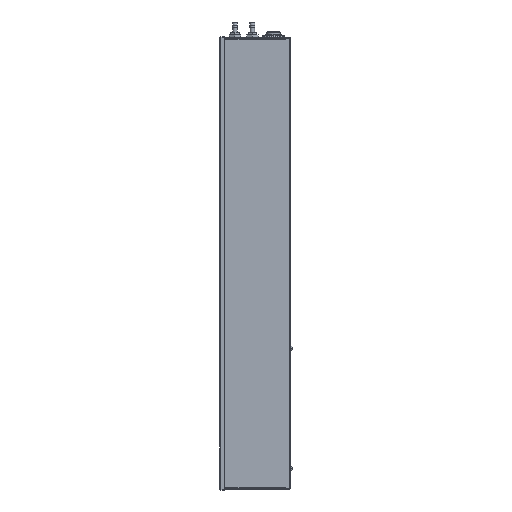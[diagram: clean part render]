
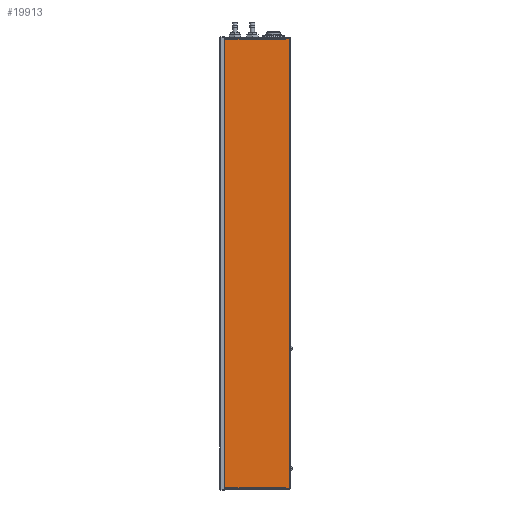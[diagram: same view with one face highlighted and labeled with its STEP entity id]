
A CAD part, left-side view. The second image highlights one B-rep face of the part: STEP entity #19913.
In plain terms, the highlighted planar face has unit normal (-1, 0, 0).
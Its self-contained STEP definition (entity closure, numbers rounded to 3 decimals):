
#4419=DIRECTION('',(0.,0.,1.));
#4420=VECTOR('',#4419,934.);
#4421=CARTESIAN_POINT('',(-131.,2.,-467.));
#4422=LINE('',#4421,#4420);
#4423=CARTESIAN_POINT('',(-131.,2.,467.));
#4443=DIRECTION('',(0.,-1.,0.));
#4444=VECTOR('',#4443,7.464);
#4445=CARTESIAN_POINT('',(-131.,142.,467.));
#4446=LINE('',#4445,#4444);
#4447=DIRECTION('',(0.,-0.259,-0.966));
#4448=VECTOR('',#4447,2.071);
#4449=CARTESIAN_POINT('',(-131.,134.536,467.));
#4450=LINE('',#4449,#4448);
#4451=DIRECTION('',(0.,-0.259,0.966));
#4452=VECTOR('',#4451,2.071);
#4453=CARTESIAN_POINT('',(-131.,10.,465.));
#4454=LINE('',#4453,#4452);
#4455=DIRECTION('',(0.,-1.,0.));
#4456=VECTOR('',#4455,7.464);
#4457=CARTESIAN_POINT('',(-131.,9.464,467.));
#4458=LINE('',#4457,#4456);
#4459=DIRECTION('',(0.,0.259,0.966));
#4460=VECTOR('',#4459,2.071);
#4461=CARTESIAN_POINT('',(-131.,9.464,-467.));
#4462=LINE('',#4461,#4460);
#4463=DIRECTION('',(0.,0.259,-0.966));
#4464=VECTOR('',#4463,2.071);
#4465=CARTESIAN_POINT('',(-131.,134.,-465.));
#4466=LINE('',#4465,#4464);
#4475=DIRECTION('',(0.,0.,-1.));
#4476=VECTOR('',#4475,467.);
#4477=CARTESIAN_POINT('',(-131.,142.,467.));
#4478=LINE('',#4477,#4476);
#4479=DIRECTION('',(0.,0.,-1.));
#4480=VECTOR('',#4479,467.);
#4481=CARTESIAN_POINT('',(-131.,142.,0.));
#4482=LINE('',#4481,#4480);
#4541=DIRECTION('',(0.,-1.,0.));
#4542=VECTOR('',#4541,7.464);
#4543=CARTESIAN_POINT('',(-131.,142.,-467.));
#4544=LINE('',#4543,#4542);
#4559=DIRECTION('',(0.,-1.,0.));
#4560=VECTOR('',#4559,124.);
#4561=CARTESIAN_POINT('',(-131.,134.,-465.));
#4562=LINE('',#4561,#4560);
#4589=DIRECTION('',(0.,-1.,0.));
#4590=VECTOR('',#4589,7.464);
#4591=CARTESIAN_POINT('',(-131.,9.464,-467.));
#4592=LINE('',#4591,#4590);
#4639=DIRECTION('',(0.,1.,0.));
#4640=VECTOR('',#4639,124.);
#4641=CARTESIAN_POINT('',(-131.,10.,465.));
#4642=LINE('',#4641,#4640);
#14057=CARTESIAN_POINT('',(-131.,2.,-467.));
#14058=VERTEX_POINT('',#14057);
#14060=VERTEX_POINT('',#4423);
#14061=CARTESIAN_POINT('',(-131.,142.,0.));
#14062=CARTESIAN_POINT('',(-131.,142.,-467.));
#14063=VERTEX_POINT('',#14061);
#14064=VERTEX_POINT('',#14062);
#14065=CARTESIAN_POINT('',(-131.,142.,467.));
#14066=VERTEX_POINT('',#14065);
#14067=CARTESIAN_POINT('',(-131.,134.536,467.));
#14068=VERTEX_POINT('',#14067);
#14069=CARTESIAN_POINT('',(-131.,134.,465.));
#14070=VERTEX_POINT('',#14069);
#14071=CARTESIAN_POINT('',(-131.,10.,465.));
#14072=VERTEX_POINT('',#14071);
#14073=CARTESIAN_POINT('',(-131.,9.464,467.));
#14074=VERTEX_POINT('',#14073);
#14075=CARTESIAN_POINT('',(-131.,9.464,-467.));
#14076=VERTEX_POINT('',#14075);
#14077=CARTESIAN_POINT('',(-131.,10.,-465.));
#14078=VERTEX_POINT('',#14077);
#14079=CARTESIAN_POINT('',(-131.,134.,-465.));
#14080=VERTEX_POINT('',#14079);
#14081=CARTESIAN_POINT('',(-131.,134.536,-467.));
#14082=VERTEX_POINT('',#14081);
#19881=CARTESIAN_POINT('',(-131.,0.,-468.));
#19882=DIRECTION('',(-1.,0.,0.));
#19883=DIRECTION('',(0.,0.,1.));
#19884=AXIS2_PLACEMENT_3D('',#19881,#19882,#19883);
#19885=PLANE('',#19884);
#19887=ORIENTED_EDGE('',*,*,#19886,.F.);
#19889=ORIENTED_EDGE('',*,*,#19888,.F.);
#19891=ORIENTED_EDGE('',*,*,#19890,.T.);
#19893=ORIENTED_EDGE('',*,*,#19892,.T.);
#19895=ORIENTED_EDGE('',*,*,#19894,.F.);
#19897=ORIENTED_EDGE('',*,*,#19896,.T.);
#19899=ORIENTED_EDGE('',*,*,#19898,.T.);
#19900=ORIENTED_EDGE('',*,*,#19873,.F.);
#19902=ORIENTED_EDGE('',*,*,#19901,.F.);
#19904=ORIENTED_EDGE('',*,*,#19903,.T.);
#19906=ORIENTED_EDGE('',*,*,#19905,.F.);
#19908=ORIENTED_EDGE('',*,*,#19907,.T.);
#19910=ORIENTED_EDGE('',*,*,#19909,.F.);
#19911=EDGE_LOOP('',(#19887,#19889,#19891,#19893,#19895,#19897,#19899,#19900,
#19902,#19904,#19906,#19908,#19910));
#19912=FACE_OUTER_BOUND('',#19911,.F.);
#19913=ADVANCED_FACE('',(#19912),#19885,.T.);
#19873=EDGE_CURVE('',#14058,#14060,#4422,.T.);
#19886=EDGE_CURVE('',#14063,#14064,#4482,.T.);
#19888=EDGE_CURVE('',#14066,#14063,#4478,.T.);
#19890=EDGE_CURVE('',#14066,#14068,#4446,.T.);
#19892=EDGE_CURVE('',#14068,#14070,#4450,.T.);
#19894=EDGE_CURVE('',#14072,#14070,#4642,.T.);
#19896=EDGE_CURVE('',#14072,#14074,#4454,.T.);
#19898=EDGE_CURVE('',#14074,#14060,#4458,.T.);
#19901=EDGE_CURVE('',#14076,#14058,#4592,.T.);
#19903=EDGE_CURVE('',#14076,#14078,#4462,.T.);
#19905=EDGE_CURVE('',#14080,#14078,#4562,.T.);
#19907=EDGE_CURVE('',#14080,#14082,#4466,.T.);
#19909=EDGE_CURVE('',#14064,#14082,#4544,.T.);
